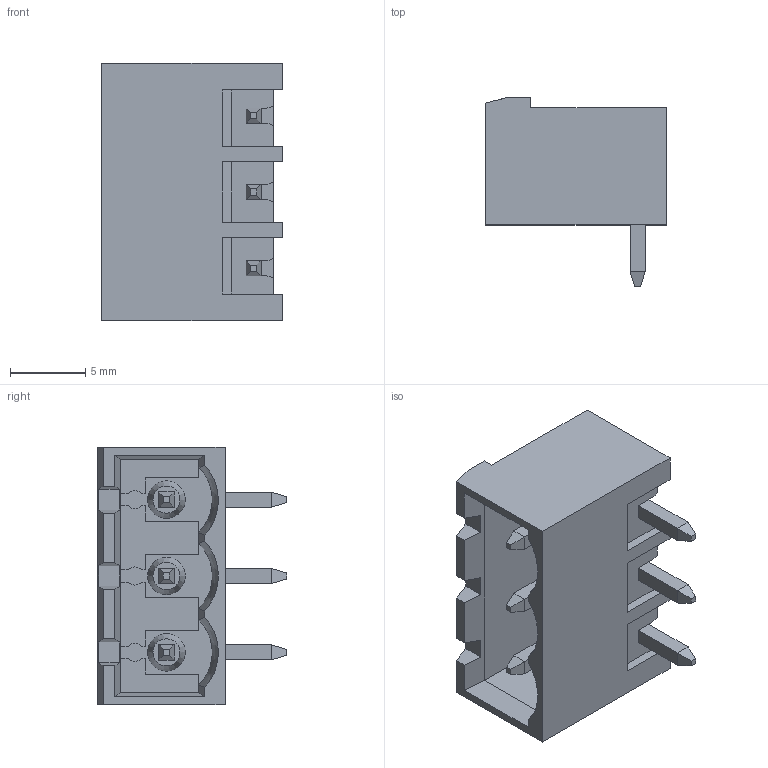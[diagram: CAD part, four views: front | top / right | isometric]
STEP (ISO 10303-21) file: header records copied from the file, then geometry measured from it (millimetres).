
FILE_DESCRIPTION( ( 'STEP AP214' ), '1' );
FILE_NAME( ' ', ' ', ( ' ' ), ( ' ' ), 'PSStep 13.0', 'VISI 18.0', ' ' );
FILE_SCHEMA( ( 'AUTOMOTIVE_DESIGN { 1 0 10303 214 1 1 1 1 }' ) );
Length unit declared in the file: millimetre
Products named in the file (1): 1
Bounding box: 12 x 12.6 x 17.16 mm (x, y, z)
Volume: 726.4 mm3; surface area: 1623.2 mm2
Topology: 1 solids, 1 shells, 231 faces, 633 edges, 404 vertices
Faces by surface type: plane 213, cylinder 12, cone 6
Entity records: 9012 total; most frequent: CARTESIAN_POINT 1304, ORIENTED_EDGE 1260, DIRECTION 1119, EDGE_CURVE 630, LINE 589, VECTOR 589, VERTEX_POINT 404, AXIS2_PLACEMENT_3D 265
